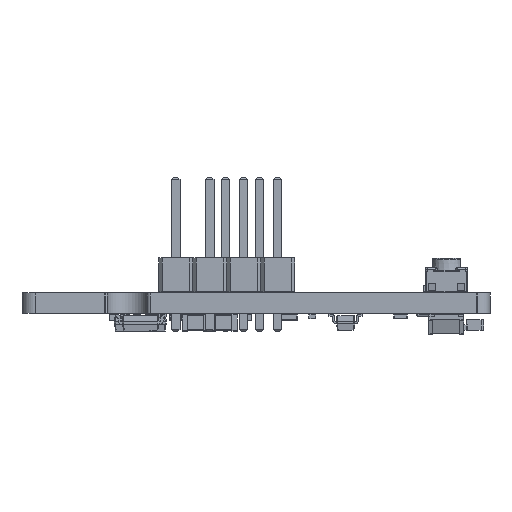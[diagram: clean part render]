
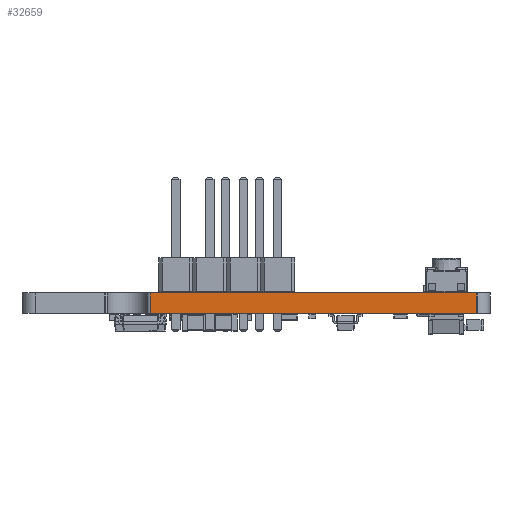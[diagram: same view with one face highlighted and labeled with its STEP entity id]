
A CAD part, left-side view. The second image highlights one B-rep face of the part: STEP entity #32659.
In plain terms, the highlighted planar face has unit normal (-1, 0, 0).
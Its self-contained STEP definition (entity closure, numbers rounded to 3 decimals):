
#31013 = VERTEX_POINT('',#31014);
#31014 = CARTESIAN_POINT('',(-29.,7.9,0.));
#31021 = EDGE_CURVE('',#31022,#31013,#31024,.T.);
#31022 = VERTEX_POINT('',#31023);
#31023 = CARTESIAN_POINT('',(-29.,-16.5,0.));
#31024 = LINE('',#31025,#31026);
#31025 = CARTESIAN_POINT('',(-29.,-16.5,0.));
#31026 = VECTOR('',#31027,1.);
#31027 = DIRECTION('',(0.,1.,0.));
#31720 = VERTEX_POINT('',#31721);
#31721 = CARTESIAN_POINT('',(-29.,7.9,1.51));
#31728 = EDGE_CURVE('',#31729,#31720,#31731,.T.);
#31729 = VERTEX_POINT('',#31730);
#31730 = CARTESIAN_POINT('',(-29.,-16.5,1.51));
#31731 = LINE('',#31732,#31733);
#31732 = CARTESIAN_POINT('',(-29.,-16.5,1.51));
#31733 = VECTOR('',#31734,1.);
#31734 = DIRECTION('',(0.,1.,0.));
#32629 = EDGE_CURVE('',#31013,#31720,#32630,.T.);
#32630 = LINE('',#32631,#32632);
#32631 = CARTESIAN_POINT('',(-29.,7.9,0.));
#32632 = VECTOR('',#32633,1.);
#32633 = DIRECTION('',(0.,0.,1.));
#32659 = ADVANCED_FACE('',(#32660),#32671,.T.);
#32660 = FACE_BOUND('',#32661,.T.);
#32661 = EDGE_LOOP('',(#32662,#32668,#32669,#32670));
#32662 = ORIENTED_EDGE('',*,*,#32663,.T.);
#32663 = EDGE_CURVE('',#31022,#31729,#32664,.T.);
#32664 = LINE('',#32665,#32666);
#32665 = CARTESIAN_POINT('',(-29.,-16.5,0.));
#32666 = VECTOR('',#32667,1.);
#32667 = DIRECTION('',(0.,0.,1.));
#32668 = ORIENTED_EDGE('',*,*,#31728,.T.);
#32669 = ORIENTED_EDGE('',*,*,#32629,.F.);
#32670 = ORIENTED_EDGE('',*,*,#31021,.F.);
#32671 = PLANE('',#32672);
#32672 = AXIS2_PLACEMENT_3D('',#32673,#32674,#32675);
#32673 = CARTESIAN_POINT('',(-29.,-16.5,0.));
#32674 = DIRECTION('',(-1.,0.,0.));
#32675 = DIRECTION('',(0.,1.,0.));
